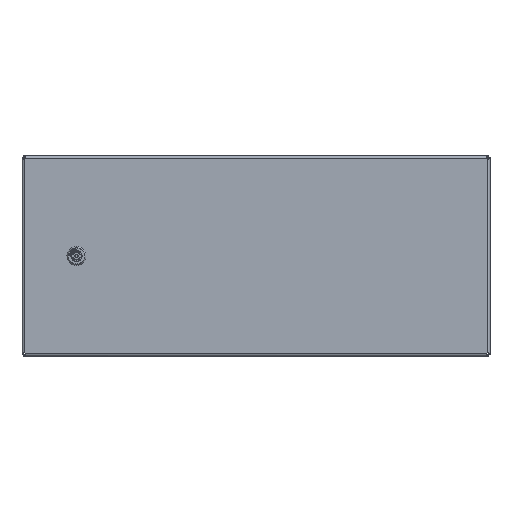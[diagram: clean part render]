
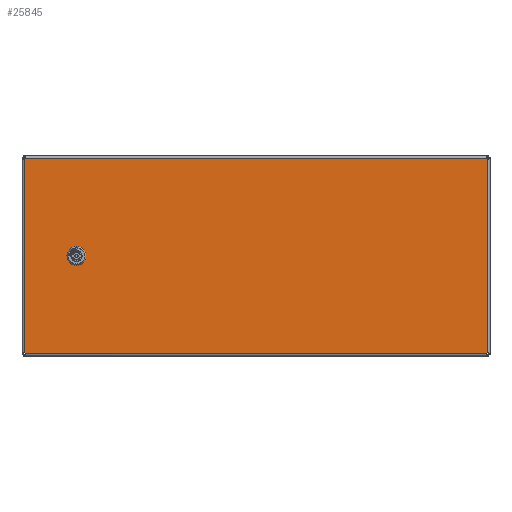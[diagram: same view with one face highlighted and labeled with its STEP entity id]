
A CAD part, top view. The second image highlights one B-rep face of the part: STEP entity #25845.
In plain terms, the highlighted planar face has unit normal (0, 0, 1).
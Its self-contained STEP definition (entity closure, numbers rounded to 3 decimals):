
#99 = ORIENTED_EDGE ( 'NONE', *, *, #11358, .F. ) ;
#291 = VECTOR ( 'NONE', #32675, 1000. ) ;
#491 = VERTEX_POINT ( 'NONE', #24114 ) ;
#749 = VERTEX_POINT ( 'NONE', #41333 ) ;
#799 = DIRECTION ( 'NONE',  ( 1., 0., 0. ) ) ;
#1463 = ORIENTED_EDGE ( 'NONE', *, *, #24997, .F. ) ;
#1575 = VERTEX_POINT ( 'NONE', #53624 ) ;
#1757 = DIRECTION ( 'NONE',  ( 1., 0., 0. ) ) ;
#2003 = EDGE_CURVE ( 'NONE', #749, #64317, #62849, .T. ) ;
#2323 = AXIS2_PLACEMENT_3D ( 'NONE', #43910, #6723, #66983 ) ;
#2455 = DIRECTION ( 'NONE',  ( -1., 0., 0. ) ) ;
#2567 = VECTOR ( 'NONE', #14370, 1000. ) ;
#3512 = LINE ( 'NONE', #30505, #2567 ) ;
#5365 = VECTOR ( 'NONE', #799, 1000. ) ;
#6416 = CARTESIAN_POINT ( 'NONE',  ( -259.663, -10.25, 0. ) ) ;
#6723 = DIRECTION ( 'NONE',  ( 0., 0., 1. ) ) ;
#7364 = LINE ( 'NONE', #50181, #16498 ) ;
#7376 = DIRECTION ( 'NONE',  ( 0., 0., 1. ) ) ;
#8719 = VERTEX_POINT ( 'NONE', #42916 ) ;
#9620 = DIRECTION ( 'NONE',  ( 0., 0., 1. ) ) ;
#9870 = VECTOR ( 'NONE', #62672, 1000. ) ;
#9879 = VERTEX_POINT ( 'NONE', #23531 ) ;
#10535 = VERTEX_POINT ( 'NONE', #27841 ) ;
#11070 = CIRCLE ( 'NONE', #20008, 11.25 ) ;
#11092 = AXIS2_PLACEMENT_3D ( 'NONE', #26783, #20138, #48231 ) ;
#11358 = EDGE_CURVE ( 'NONE', #10535, #9879, #11070, .T. ) ;
#12179 = AXIS2_PLACEMENT_3D ( 'NONE', #39641, #12959, #45605 ) ;
#12695 = ORIENTED_EDGE ( 'NONE', *, *, #2003, .F. ) ;
#12959 = DIRECTION ( 'NONE',  ( 0., 0., 1. ) ) ;
#13195 = CIRCLE ( 'NONE', #50227, 11.25 ) ;
#14370 = DIRECTION ( 'NONE',  ( 0., 1., 0. ) ) ;
#15195 = EDGE_CURVE ( 'NONE', #55628, #25719, #13195, .T. ) ;
#15229 = FACE_BOUND ( 'NONE', #23809, .T. ) ;
#15566 = DIRECTION ( 'NONE',  ( 1., 0., 0. ) ) ;
#16338 = VECTOR ( 'NONE', #69041, 1000. ) ;
#16498 = VECTOR ( 'NONE', #18221, 1000. ) ;
#16545 = CIRCLE ( 'NONE', #55846, 2. ) ;
#17948 = CARTESIAN_POINT ( 'NONE',  ( -264.3, 0., 0. ) ) ;
#18221 = DIRECTION ( 'NONE',  ( 0., 1., 0. ) ) ;
#18815 = ORIENTED_EDGE ( 'NONE', *, *, #28258, .F. ) ;
#19067 = DIRECTION ( 'NONE',  ( 1., 0., 0. ) ) ;
#19420 = CARTESIAN_POINT ( 'NONE',  ( 341.429, 144.429, 0. ) ) ;
#19676 = ORIENTED_EDGE ( 'NONE', *, *, #66907, .F. ) ;
#20008 = AXIS2_PLACEMENT_3D ( 'NONE', #17948, #55520, #66072 ) ;
#20138 = DIRECTION ( 'NONE',  ( 0., 0., 1. ) ) ;
#20809 = CARTESIAN_POINT ( 'NONE',  ( -259.663, 10.25, 0. ) ) ;
#21178 = CARTESIAN_POINT ( 'NONE',  ( -259.663, -10.25, 0. ) ) ;
#21497 = LINE ( 'NONE', #6416, #5365 ) ;
#21577 = EDGE_CURVE ( 'NONE', #35724, #64949, #32965, .T. ) ;
#22370 = EDGE_CURVE ( 'NONE', #8719, #64949, #31099, .T. ) ;
#23531 = CARTESIAN_POINT ( 'NONE',  ( -274.55, 4.637, 0. ) ) ;
#23809 = EDGE_LOOP ( 'NONE', ( #12695, #65993, #63532, #48525, #27073, #58294, #99, #19676 ) ) ;
#24114 = CARTESIAN_POINT ( 'NONE',  ( -339.658, -143.5, 0. ) ) ;
#24322 = CARTESIAN_POINT ( 'NONE',  ( -264.3, 0., 0. ) ) ;
#24722 = CARTESIAN_POINT ( 'NONE',  ( -340.5, -142.658, 0. ) ) ;
#24997 = EDGE_CURVE ( 'NONE', #65547, #1575, #27145, .T. ) ;
#25334 = ORIENTED_EDGE ( 'NONE', *, *, #46186, .T. ) ;
#25395 = PLANE ( 'NONE',  #11092 ) ;
#25719 = VERTEX_POINT ( 'NONE', #26432 ) ;
#25845 = ADVANCED_FACE ( 'NONE', ( #15229, #63009 ), #25395, .T. ) ;
#26092 = CARTESIAN_POINT ( 'NONE',  ( 341.429, -144.429, 0. ) ) ;
#26165 = CARTESIAN_POINT ( 'NONE',  ( 342.429, 143.5, 0. ) ) ;
#26432 = CARTESIAN_POINT ( 'NONE',  ( -254.05, -4.637, 0. ) ) ;
#26783 = CARTESIAN_POINT ( 'NONE',  ( 0., 0., 0. ) ) ;
#27073 = ORIENTED_EDGE ( 'NONE', *, *, #55567, .F. ) ;
#27145 = CIRCLE ( 'NONE', #57615, 2. ) ;
#27210 = CARTESIAN_POINT ( 'NONE',  ( -274.55, 4.637, 0. ) ) ;
#27705 = CARTESIAN_POINT ( 'NONE',  ( -341.429, 144.429, 0. ) ) ;
#27792 = EDGE_LOOP ( 'NONE', ( #18815, #46385, #1463, #25334, #54361, #43836, #66396, #32615 ) ) ;
#27841 = CARTESIAN_POINT ( 'NONE',  ( -268.937, 10.25, 0. ) ) ;
#28258 = EDGE_CURVE ( 'NONE', #491, #63373, #46810, .T. ) ;
#28287 = EDGE_CURVE ( 'NONE', #25719, #749, #7364, .T. ) ;
#29181 = CARTESIAN_POINT ( 'NONE',  ( -274.55, -4.637, 0. ) ) ;
#30331 = DIRECTION ( 'NONE',  ( 0., 0., 1. ) ) ;
#30505 = CARTESIAN_POINT ( 'NONE',  ( 340.5, -145.429, 0. ) ) ;
#31099 = LINE ( 'NONE', #26165, #46520 ) ;
#32213 = VECTOR ( 'NONE', #52808, 1000. ) ;
#32615 = ORIENTED_EDGE ( 'NONE', *, *, #36641, .T. ) ;
#32675 = DIRECTION ( 'NONE',  ( 1., 0., 0. ) ) ;
#32965 = CIRCLE ( 'NONE', #50929, 2. ) ;
#35724 = VERTEX_POINT ( 'NONE', #64041 ) ;
#36329 = CARTESIAN_POINT ( 'NONE',  ( -340.5, 145.429, 0. ) ) ;
#36641 = EDGE_CURVE ( 'NONE', #35724, #63373, #46871, .T. ) ;
#39641 = CARTESIAN_POINT ( 'NONE',  ( -264.3, 0., 0. ) ) ;
#39954 = VERTEX_POINT ( 'NONE', #41552 ) ;
#41333 = CARTESIAN_POINT ( 'NONE',  ( -254.05, 4.637, 0. ) ) ;
#41552 = CARTESIAN_POINT ( 'NONE',  ( -268.937, -10.25, 0. ) ) ;
#42398 = CARTESIAN_POINT ( 'NONE',  ( 340.5, -142.658, 0. ) ) ;
#42916 = CARTESIAN_POINT ( 'NONE',  ( 339.658, 143.5, 0. ) ) ;
#43836 = ORIENTED_EDGE ( 'NONE', *, *, #22370, .T. ) ;
#43910 = CARTESIAN_POINT ( 'NONE',  ( -264.3, 0., 0. ) ) ;
#45605 = DIRECTION ( 'NONE',  ( 1., 0., 0. ) ) ;
#45849 = EDGE_CURVE ( 'NONE', #491, #1575, #59707, .T. ) ;
#46186 = EDGE_CURVE ( 'NONE', #65547, #49570, #3512, .T. ) ;
#46385 = ORIENTED_EDGE ( 'NONE', *, *, #45849, .T. ) ;
#46520 = VECTOR ( 'NONE', #69015, 1000. ) ;
#46810 = CIRCLE ( 'NONE', #55633, 2. ) ;
#46871 = LINE ( 'NONE', #36329, #9870 ) ;
#48231 = DIRECTION ( 'NONE',  ( 1., 0., 0. ) ) ;
#48525 = ORIENTED_EDGE ( 'NONE', *, *, #67572, .F. ) ;
#48530 = VERTEX_POINT ( 'NONE', #29181 ) ;
#48825 = CARTESIAN_POINT ( 'NONE',  ( -342.429, -143.5, 0. ) ) ;
#49570 = VERTEX_POINT ( 'NONE', #60220 ) ;
#50181 = CARTESIAN_POINT ( 'NONE',  ( -254.05, 4.637, 0. ) ) ;
#50227 = AXIS2_PLACEMENT_3D ( 'NONE', #24322, #54935, #19067 ) ;
#50541 = CARTESIAN_POINT ( 'NONE',  ( -341.429, -144.429, 0. ) ) ;
#50929 = AXIS2_PLACEMENT_3D ( 'NONE', #27705, #7376, #1757 ) ;
#51103 = CARTESIAN_POINT ( 'NONE',  ( -259.663, 10.25, 0. ) ) ;
#52542 = CIRCLE ( 'NONE', #12179, 11.25 ) ;
#52567 = LINE ( 'NONE', #27210, #16338 ) ;
#52808 = DIRECTION ( 'NONE',  ( -1., 0., 0. ) ) ;
#53483 = LINE ( 'NONE', #20809, #32213 ) ;
#53624 = CARTESIAN_POINT ( 'NONE',  ( 339.658, -143.5, 0. ) ) ;
#54361 = ORIENTED_EDGE ( 'NONE', *, *, #68353, .F. ) ;
#54935 = DIRECTION ( 'NONE',  ( 0., 0., 1. ) ) ;
#55520 = DIRECTION ( 'NONE',  ( 0., 0., 1. ) ) ;
#55567 = EDGE_CURVE ( 'NONE', #48530, #39954, #52542, .T. ) ;
#55628 = VERTEX_POINT ( 'NONE', #21178 ) ;
#55633 = AXIS2_PLACEMENT_3D ( 'NONE', #50541, #60021, #2455 ) ;
#55846 = AXIS2_PLACEMENT_3D ( 'NONE', #19420, #30331, #68260 ) ;
#57615 = AXIS2_PLACEMENT_3D ( 'NONE', #26092, #9620, #15566 ) ;
#58294 = ORIENTED_EDGE ( 'NONE', *, *, #63088, .F. ) ;
#58628 = CARTESIAN_POINT ( 'NONE',  ( -339.658, 143.5, 0. ) ) ;
#59707 = LINE ( 'NONE', #48825, #291 ) ;
#60021 = DIRECTION ( 'NONE',  ( 0., 0., 1. ) ) ;
#60220 = CARTESIAN_POINT ( 'NONE',  ( 340.5, 142.658, 0. ) ) ;
#62672 = DIRECTION ( 'NONE',  ( 0., -1., 0. ) ) ;
#62849 = CIRCLE ( 'NONE', #2323, 11.25 ) ;
#63009 = FACE_OUTER_BOUND ( 'NONE', #27792, .T. ) ;
#63088 = EDGE_CURVE ( 'NONE', #9879, #48530, #52567, .T. ) ;
#63373 = VERTEX_POINT ( 'NONE', #24722 ) ;
#63532 = ORIENTED_EDGE ( 'NONE', *, *, #15195, .F. ) ;
#64041 = CARTESIAN_POINT ( 'NONE',  ( -340.5, 142.658, 0. ) ) ;
#64317 = VERTEX_POINT ( 'NONE', #51103 ) ;
#64949 = VERTEX_POINT ( 'NONE', #58628 ) ;
#65547 = VERTEX_POINT ( 'NONE', #42398 ) ;
#65993 = ORIENTED_EDGE ( 'NONE', *, *, #28287, .F. ) ;
#66072 = DIRECTION ( 'NONE',  ( 1., 0., 0. ) ) ;
#66396 = ORIENTED_EDGE ( 'NONE', *, *, #21577, .F. ) ;
#66907 = EDGE_CURVE ( 'NONE', #64317, #10535, #53483, .T. ) ;
#66983 = DIRECTION ( 'NONE',  ( 1., 0., 0. ) ) ;
#67572 = EDGE_CURVE ( 'NONE', #39954, #55628, #21497, .T. ) ;
#68260 = DIRECTION ( 'NONE',  ( -1., 0., 0. ) ) ;
#68353 = EDGE_CURVE ( 'NONE', #8719, #49570, #16545, .T. ) ;
#69015 = DIRECTION ( 'NONE',  ( -1., 0., 0. ) ) ;
#69041 = DIRECTION ( 'NONE',  ( 0., -1., 0. ) ) ;
